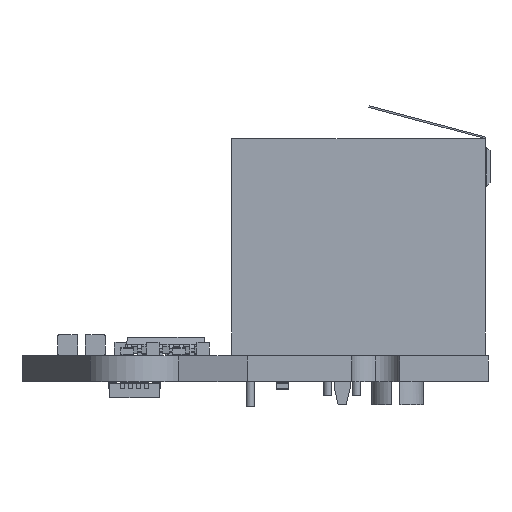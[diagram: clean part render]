
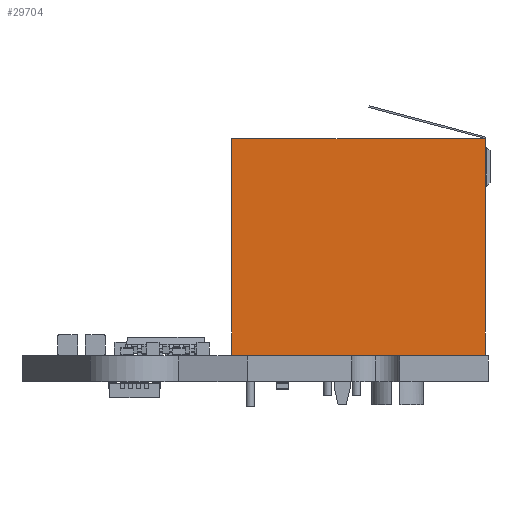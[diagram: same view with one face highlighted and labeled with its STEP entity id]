
A CAD part, left-side view. The second image highlights one B-rep face of the part: STEP entity #29704.
In plain terms, the highlighted face is planar.
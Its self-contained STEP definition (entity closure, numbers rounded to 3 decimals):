
#29704 = ADVANCED_FACE('',(#29705),#29719,.F.);
#29705 = FACE_BOUND('',#29706,.F.);
#29706 = EDGE_LOOP('',(#29707,#29742,#29770,#29798));
#29707 = ORIENTED_EDGE('',*,*,#29708,.T.);
#29708 = EDGE_CURVE('',#29709,#29711,#29713,.T.);
#29709 = VERTEX_POINT('',#29710);
#29710 = CARTESIAN_POINT('',(11.805,-7.75,0.));
#29711 = VERTEX_POINT('',#29712);
#29712 = CARTESIAN_POINT('',(11.805,-7.75,13.46));
#29713 = SURFACE_CURVE('',#29714,(#29718,#29730),.PCURVE_S1.);
#29714 = LINE('',#29715,#29716);
#29715 = CARTESIAN_POINT('',(11.805,-7.75,0.));
#29716 = VECTOR('',#29717,1.);
#29717 = DIRECTION('',(0.,0.,1.));
#29718 = PCURVE('',#29719,#29724);
#29719 = PLANE('',#29720);
#29720 = AXIS2_PLACEMENT_3D('',#29721,#29722,#29723);
#29721 = CARTESIAN_POINT('',(11.805,-7.75,0.));
#29722 = DIRECTION('',(-1.,0.,0.));
#29723 = DIRECTION('',(0.,1.,0.));
#29724 = DEFINITIONAL_REPRESENTATION('',(#29725),#29729);
#29725 = LINE('',#29726,#29727);
#29726 = CARTESIAN_POINT('',(0.,0.));
#29727 = VECTOR('',#29728,1.);
#29728 = DIRECTION('',(0.,-1.));
#29729 = ( GEOMETRIC_REPRESENTATION_CONTEXT(2) 
PARAMETRIC_REPRESENTATION_CONTEXT() REPRESENTATION_CONTEXT('2D SPACE',''
  ) );
#29730 = PCURVE('',#29731,#29736);
#29731 = PLANE('',#29732);
#29732 = AXIS2_PLACEMENT_3D('',#29733,#29734,#29735);
#29733 = CARTESIAN_POINT('',(-4.705,-7.75,0.));
#29734 = DIRECTION('',(0.,1.,0.));
#29735 = DIRECTION('',(1.,0.,0.));
#29736 = DEFINITIONAL_REPRESENTATION('',(#29737),#29741);
#29737 = LINE('',#29738,#29739);
#29738 = CARTESIAN_POINT('',(16.51,0.));
#29739 = VECTOR('',#29740,1.);
#29740 = DIRECTION('',(0.,-1.));
#29741 = ( GEOMETRIC_REPRESENTATION_CONTEXT(2) 
PARAMETRIC_REPRESENTATION_CONTEXT() REPRESENTATION_CONTEXT('2D SPACE',''
  ) );
#29742 = ORIENTED_EDGE('',*,*,#29743,.T.);
#29743 = EDGE_CURVE('',#29711,#29744,#29746,.T.);
#29744 = VERTEX_POINT('',#29745);
#29745 = CARTESIAN_POINT('',(11.805,8.,13.46));
#29746 = SURFACE_CURVE('',#29747,(#29751,#29758),.PCURVE_S1.);
#29747 = LINE('',#29748,#29749);
#29748 = CARTESIAN_POINT('',(11.805,-7.75,13.46));
#29749 = VECTOR('',#29750,1.);
#29750 = DIRECTION('',(0.,1.,0.));
#29751 = PCURVE('',#29719,#29752);
#29752 = DEFINITIONAL_REPRESENTATION('',(#29753),#29757);
#29753 = LINE('',#29754,#29755);
#29754 = CARTESIAN_POINT('',(0.,-13.46));
#29755 = VECTOR('',#29756,1.);
#29756 = DIRECTION('',(1.,0.));
#29757 = ( GEOMETRIC_REPRESENTATION_CONTEXT(2) 
PARAMETRIC_REPRESENTATION_CONTEXT() REPRESENTATION_CONTEXT('2D SPACE',''
  ) );
#29758 = PCURVE('',#29759,#29764);
#29759 = PLANE('',#29760);
#29760 = AXIS2_PLACEMENT_3D('',#29761,#29762,#29763);
#29761 = CARTESIAN_POINT('',(11.805,8.,13.46));
#29762 = DIRECTION('',(0.,0.,-1.));
#29763 = DIRECTION('',(1.,0.,0.));
#29764 = DEFINITIONAL_REPRESENTATION('',(#29765),#29769);
#29765 = LINE('',#29766,#29767);
#29766 = CARTESIAN_POINT('',(0.,15.75));
#29767 = VECTOR('',#29768,1.);
#29768 = DIRECTION('',(0.,-1.));
#29769 = ( GEOMETRIC_REPRESENTATION_CONTEXT(2) 
PARAMETRIC_REPRESENTATION_CONTEXT() REPRESENTATION_CONTEXT('2D SPACE',''
  ) );
#29770 = ORIENTED_EDGE('',*,*,#29771,.F.);
#29771 = EDGE_CURVE('',#29772,#29744,#29774,.T.);
#29772 = VERTEX_POINT('',#29773);
#29773 = CARTESIAN_POINT('',(11.805,8.,0.));
#29774 = SURFACE_CURVE('',#29775,(#29779,#29786),.PCURVE_S1.);
#29775 = LINE('',#29776,#29777);
#29776 = CARTESIAN_POINT('',(11.805,8.,0.));
#29777 = VECTOR('',#29778,1.);
#29778 = DIRECTION('',(0.,0.,1.));
#29779 = PCURVE('',#29719,#29780);
#29780 = DEFINITIONAL_REPRESENTATION('',(#29781),#29785);
#29781 = LINE('',#29782,#29783);
#29782 = CARTESIAN_POINT('',(15.75,0.));
#29783 = VECTOR('',#29784,1.);
#29784 = DIRECTION('',(0.,-1.));
#29785 = ( GEOMETRIC_REPRESENTATION_CONTEXT(2) 
PARAMETRIC_REPRESENTATION_CONTEXT() REPRESENTATION_CONTEXT('2D SPACE',''
  ) );
#29786 = PCURVE('',#29787,#29792);
#29787 = PLANE('',#29788);
#29788 = AXIS2_PLACEMENT_3D('',#29789,#29790,#29791);
#29789 = CARTESIAN_POINT('',(11.805,8.,0.));
#29790 = DIRECTION('',(0.,-1.,0.));
#29791 = DIRECTION('',(-1.,0.,0.));
#29792 = DEFINITIONAL_REPRESENTATION('',(#29793),#29797);
#29793 = LINE('',#29794,#29795);
#29794 = CARTESIAN_POINT('',(0.,0.));
#29795 = VECTOR('',#29796,1.);
#29796 = DIRECTION('',(0.,-1.));
#29797 = ( GEOMETRIC_REPRESENTATION_CONTEXT(2) 
PARAMETRIC_REPRESENTATION_CONTEXT() REPRESENTATION_CONTEXT('2D SPACE',''
  ) );
#29798 = ORIENTED_EDGE('',*,*,#29799,.F.);
#29799 = EDGE_CURVE('',#29709,#29772,#29800,.T.);
#29800 = SURFACE_CURVE('',#29801,(#29805,#29812),.PCURVE_S1.);
#29801 = LINE('',#29802,#29803);
#29802 = CARTESIAN_POINT('',(11.805,-7.75,0.));
#29803 = VECTOR('',#29804,1.);
#29804 = DIRECTION('',(0.,1.,0.));
#29805 = PCURVE('',#29719,#29806);
#29806 = DEFINITIONAL_REPRESENTATION('',(#29807),#29811);
#29807 = LINE('',#29808,#29809);
#29808 = CARTESIAN_POINT('',(0.,0.));
#29809 = VECTOR('',#29810,1.);
#29810 = DIRECTION('',(1.,0.));
#29811 = ( GEOMETRIC_REPRESENTATION_CONTEXT(2) 
PARAMETRIC_REPRESENTATION_CONTEXT() REPRESENTATION_CONTEXT('2D SPACE',''
  ) );
#29812 = PCURVE('',#29813,#29818);
#29813 = PLANE('',#29814);
#29814 = AXIS2_PLACEMENT_3D('',#29815,#29816,#29817);
#29815 = CARTESIAN_POINT('',(11.805,8.,0.));
#29816 = DIRECTION('',(0.,0.,-1.));
#29817 = DIRECTION('',(1.,0.,0.));
#29818 = DEFINITIONAL_REPRESENTATION('',(#29819),#29823);
#29819 = LINE('',#29820,#29821);
#29820 = CARTESIAN_POINT('',(0.,15.75));
#29821 = VECTOR('',#29822,1.);
#29822 = DIRECTION('',(0.,-1.));
#29823 = ( GEOMETRIC_REPRESENTATION_CONTEXT(2) 
PARAMETRIC_REPRESENTATION_CONTEXT() REPRESENTATION_CONTEXT('2D SPACE',''
  ) );
